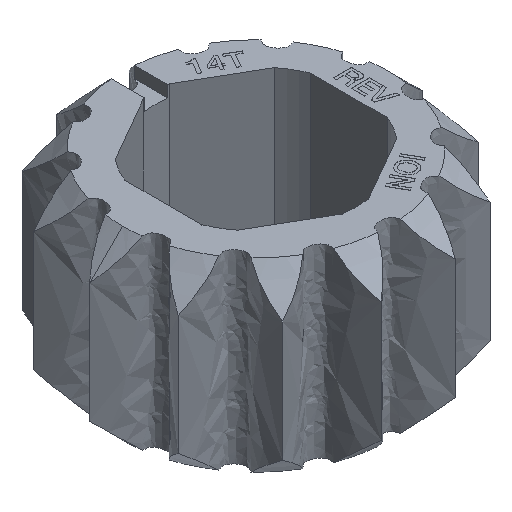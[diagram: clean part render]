
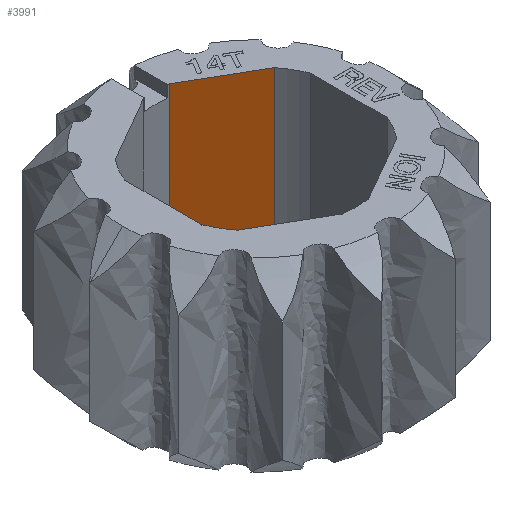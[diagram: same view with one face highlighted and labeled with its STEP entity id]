
A CAD part, isometric view. The second image highlights one B-rep face of the part: STEP entity #3991.
In plain terms, the highlighted planar face has unit normal (-0.5, -0.866, 0).
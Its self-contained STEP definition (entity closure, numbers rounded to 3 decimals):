
#74 = VERTEX_POINT ( 'NONE', #6091 ) ;
#157 = CARTESIAN_POINT ( 'NONE',  ( 0.893, 6.817, 6.35 ) ) ;
#161 = ORIENTED_EDGE ( 'NONE', *, *, #9121, .T. ) ;
#302 = LINE ( 'NONE', #4470, #3554 ) ;
#993 = DIRECTION ( 'NONE',  ( 0., 0., -1. ) ) ;
#1137 = EDGE_CURVE ( 'NONE', #4589, #74, #3068, .T. ) ;
#1317 = VERTEX_POINT ( 'NONE', #8918 ) ;
#1768 = EDGE_LOOP ( 'NONE', ( #5387, #7427, #3000, #161 ) ) ;
#2525 = VECTOR ( 'NONE', #6160, 1000. ) ;
#2631 = CARTESIAN_POINT ( 'NONE',  ( 5.457, 4.182, 6.35 ) ) ;
#2632 = CARTESIAN_POINT ( 'NONE',  ( 0.893, 6.817, 6.35 ) ) ;
#3000 = ORIENTED_EDGE ( 'NONE', *, *, #1137, .F. ) ;
#3068 = LINE ( 'NONE', #157, #3852 ) ;
#3209 = CARTESIAN_POINT ( 'NONE',  ( 0.893, 6.817, -6.35 ) ) ;
#3554 = VECTOR ( 'NONE', #993, 1000. ) ;
#3852 = VECTOR ( 'NONE', #7972, 1000. ) ;
#3984 = FACE_OUTER_BOUND ( 'NONE', #1768, .T. ) ;
#3991 = ADVANCED_FACE ( 'NONE', ( #3984 ), #5373, .F. ) ;
#4328 = VERTEX_POINT ( 'NONE', #4800 ) ;
#4470 = CARTESIAN_POINT ( 'NONE',  ( 0.893, 6.817, 6.35 ) ) ;
#4555 = LINE ( 'NONE', #3209, #7708 ) ;
#4589 = VERTEX_POINT ( 'NONE', #8811 ) ;
#4602 = EDGE_CURVE ( 'NONE', #4328, #1317, #4555, .T. ) ;
#4717 = LINE ( 'NONE', #2631, #2525 ) ;
#4800 = CARTESIAN_POINT ( 'NONE',  ( 0.893, 6.817, -6.35 ) ) ;
#5070 = AXIS2_PLACEMENT_3D ( 'NONE', #2632, #6805, #6210 ) ;
#5149 = EDGE_CURVE ( 'NONE', #74, #1317, #4717, .T. ) ;
#5373 = PLANE ( 'NONE',  #5070 ) ;
#5387 = ORIENTED_EDGE ( 'NONE', *, *, #4602, .T. ) ;
#5924 = DIRECTION ( 'NONE',  ( 0.866, -0.5, 0. ) ) ;
#6091 = CARTESIAN_POINT ( 'NONE',  ( 5.457, 4.182, 6.35 ) ) ;
#6160 = DIRECTION ( 'NONE',  ( 0., 0., -1. ) ) ;
#6210 = DIRECTION ( 'NONE',  ( -0.866, 0.5, 0. ) ) ;
#6805 = DIRECTION ( 'NONE',  ( 0.5, 0.866, 0. ) ) ;
#7427 = ORIENTED_EDGE ( 'NONE', *, *, #5149, .F. ) ;
#7708 = VECTOR ( 'NONE', #5924, 1000. ) ;
#7972 = DIRECTION ( 'NONE',  ( 0.866, -0.5, 0. ) ) ;
#8811 = CARTESIAN_POINT ( 'NONE',  ( 0.893, 6.817, 6.35 ) ) ;
#8918 = CARTESIAN_POINT ( 'NONE',  ( 5.457, 4.182, -6.35 ) ) ;
#9121 = EDGE_CURVE ( 'NONE', #4589, #4328, #302, .T. ) ;
